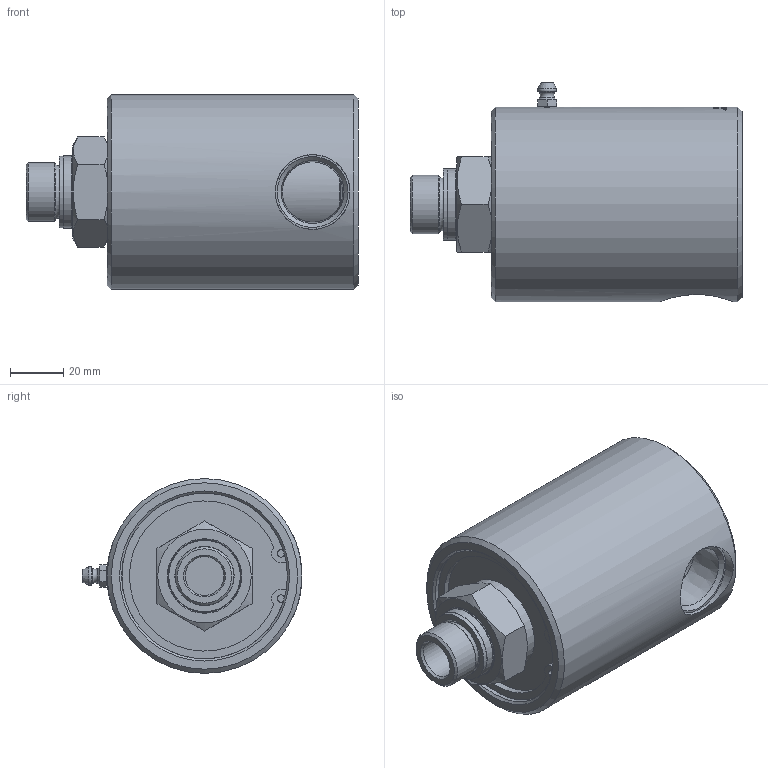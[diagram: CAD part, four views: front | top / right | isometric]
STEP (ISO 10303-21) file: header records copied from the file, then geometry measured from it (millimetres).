
FILE_DESCRIPTION(/* description */ (''),/* implementation_level */ '2;1');
FILE_NAME(/* name */ '250-094-012-IC.stp',/* time_stamp */ '2020-05-19T09:40:58-05:00',/* author */ ('GALINDOLM'),/* organization */ (''),/* preprocessor_version */ 'ST-DEVELOPER v18',/* originating_system */ 'Autodesk Inventor 2020',/* authorisation */ '');
FILE_SCHEMA (('AUTOMOTIVE_DESIGN { 1 0 10303 214 3 1 1 }'));
Products named in the file (1): 250-094-012-IC
Bounding box: 124.35 x 82.38 x 73 mm (x, y, z)
Volume: 389955.7 mm3; surface area: 41046.5 mm2
Topology: 1 solids, 3 shells, 376 faces, 995 edges, 668 vertices
Faces by surface type: bspline 173, plane 123, cylinder 55, cone 21, torus 4
Full cylindrical faces by diameter (mm): 2.794 x2, 5.359 x1, 6.325 x1, 14.5 x1, 21.968 x1, 22.2 x1, 22.631 x1, 26.8 x1, 26.993 x1, 28 x1, 29.85 x1, 30.2 x1, 35 x1, 62.1 x1, 66.9 x1, 73 x1
Entity records: 50987 total; most frequent: CARTESIAN_POINT 42215, ORIENTED_EDGE 1990, DIRECTION 1425, EDGE_CURVE 995, VERTEX_POINT 668, AXIS2_PLACEMENT_3D 524, EDGE_LOOP 421, LINE 377
